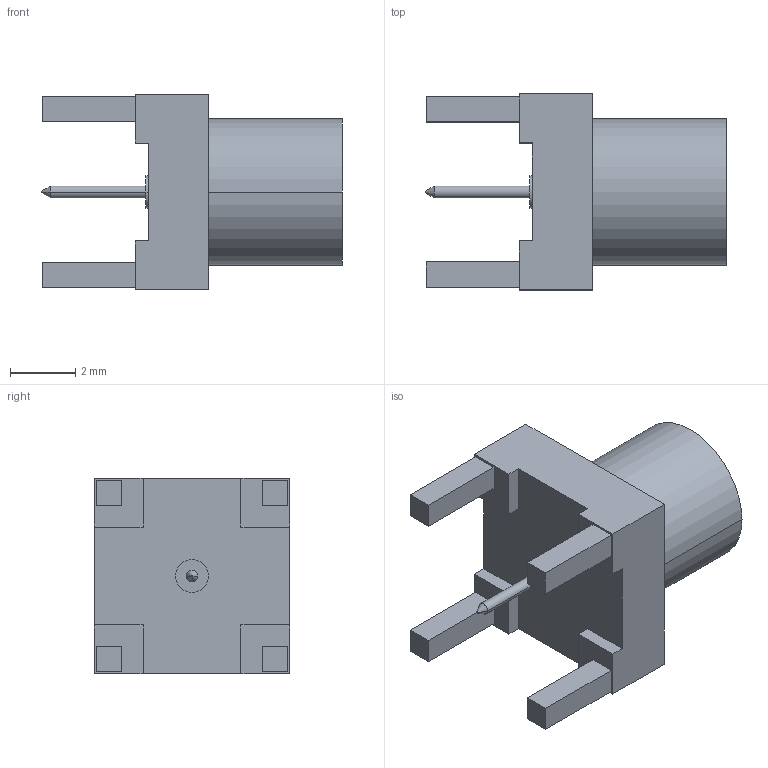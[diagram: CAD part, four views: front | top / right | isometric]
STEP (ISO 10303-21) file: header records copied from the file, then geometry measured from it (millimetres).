
FILE_DESCRIPTION((''),'2;1');
FILE_NAME('919-422J-71P12G_SW0001','2019-09-06T',('Krishnaprasath'),(''),'CREO PARAMETRIC BY PTC INC, 2018360','CREO PARAMETRIC BY PTC INC, 2018360','');
FILE_SCHEMA(('CONFIG_CONTROL_DESIGN'));
Length unit declared in the file: millimetre
Products named in the file (1): 919-422J-71P12G_SW0001
Bounding box: 9.21 x 6 x 6 mm (x, y, z)
Volume: 103.4 mm3; surface area: 279.2 mm2
Topology: 1 solids, 1 shells, 74 faces, 182 edges, 117 vertices
Faces by surface type: plane 50, cylinder 14, cone 10
Entity records: 2200 total; most frequent: CARTESIAN_POINT 387, DIRECTION 366, ORIENTED_EDGE 360, EDGE_CURVE 180, VECTOR 134, LINE 134, VERTEX_POINT 117, AXIS2_PLACEMENT_3D 116
